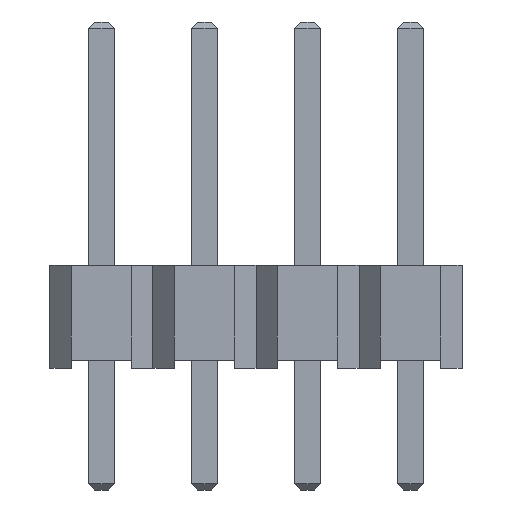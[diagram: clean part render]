
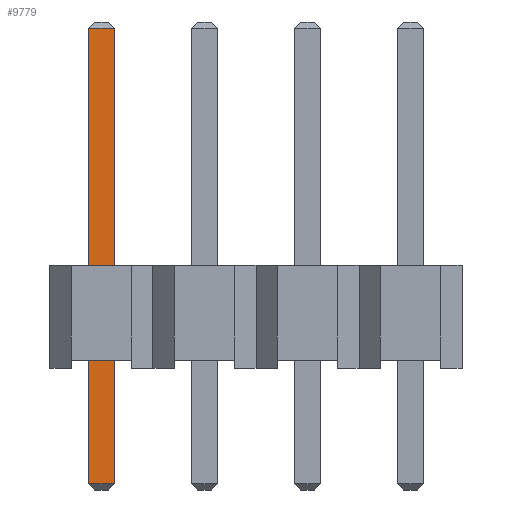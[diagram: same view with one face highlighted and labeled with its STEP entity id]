
A CAD part, front view. The second image highlights one B-rep face of the part: STEP entity #9779.
In plain terms, the highlighted planar face has unit normal (0, -1, 0).
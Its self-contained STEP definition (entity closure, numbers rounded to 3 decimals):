
#9367 = PLANE('',#9368);
#9368 = AXIS2_PLACEMENT_3D('',#9369,#9370,#9371);
#9369 = CARTESIAN_POINT('',(-0.32,-0.32,-3.));
#9370 = DIRECTION('',(-1.,0.,0.));
#9371 = DIRECTION('',(0.,1.,0.));
#9423 = PLANE('',#9424);
#9424 = AXIS2_PLACEMENT_3D('',#9425,#9426,#9427);
#9425 = CARTESIAN_POINT('',(0.32,0.32,-3.));
#9426 = DIRECTION('',(1.,0.,0.));
#9427 = DIRECTION('',(0.,-1.,0.));
#9464 = EDGE_CURVE('',#9465,#9467,#9469,.T.);
#9465 = VERTEX_POINT('',#9466);
#9466 = CARTESIAN_POINT('',(-0.32,-0.32,-2.85));
#9467 = VERTEX_POINT('',#9468);
#9468 = CARTESIAN_POINT('',(-0.32,-0.32,8.39));
#9469 = SURFACE_CURVE('',#9470,(#9474,#9481),.PCURVE_S1.);
#9470 = LINE('',#9471,#9472);
#9471 = CARTESIAN_POINT('',(-0.32,-0.32,-3.));
#9472 = VECTOR('',#9473,1.);
#9473 = DIRECTION('',(0.,0.,1.));
#9474 = PCURVE('',#9367,#9475);
#9475 = DEFINITIONAL_REPRESENTATION('',(#9476),#9480);
#9476 = LINE('',#9477,#9478);
#9477 = CARTESIAN_POINT('',(0.,0.));
#9478 = VECTOR('',#9479,1.);
#9479 = DIRECTION('',(0.,-1.));
#9480 = ( GEOMETRIC_REPRESENTATION_CONTEXT(2) 
PARAMETRIC_REPRESENTATION_CONTEXT() REPRESENTATION_CONTEXT('2D SPACE',''
  ) );
#9481 = PCURVE('',#9482,#9487);
#9482 = PLANE('',#9483);
#9483 = AXIS2_PLACEMENT_3D('',#9484,#9485,#9486);
#9484 = CARTESIAN_POINT('',(0.32,-0.32,-3.));
#9485 = DIRECTION('',(0.,-1.,0.));
#9486 = DIRECTION('',(-1.,0.,0.));
#9487 = DEFINITIONAL_REPRESENTATION('',(#9488),#9492);
#9488 = LINE('',#9489,#9490);
#9489 = CARTESIAN_POINT('',(0.64,0.));
#9490 = VECTOR('',#9491,1.);
#9491 = DIRECTION('',(0.,-1.));
#9492 = ( GEOMETRIC_REPRESENTATION_CONTEXT(2) 
PARAMETRIC_REPRESENTATION_CONTEXT() REPRESENTATION_CONTEXT('2D SPACE',''
  ) );
#9714 = VERTEX_POINT('',#9715);
#9715 = CARTESIAN_POINT('',(0.32,-0.32,8.39));
#9736 = EDGE_CURVE('',#9737,#9714,#9739,.T.);
#9737 = VERTEX_POINT('',#9738);
#9738 = CARTESIAN_POINT('',(0.32,-0.32,-2.85));
#9739 = SURFACE_CURVE('',#9740,(#9744,#9751),.PCURVE_S1.);
#9740 = LINE('',#9741,#9742);
#9741 = CARTESIAN_POINT('',(0.32,-0.32,-3.));
#9742 = VECTOR('',#9743,1.);
#9743 = DIRECTION('',(0.,0.,1.));
#9744 = PCURVE('',#9423,#9745);
#9745 = DEFINITIONAL_REPRESENTATION('',(#9746),#9750);
#9746 = LINE('',#9747,#9748);
#9747 = CARTESIAN_POINT('',(0.64,0.));
#9748 = VECTOR('',#9749,1.);
#9749 = DIRECTION('',(0.,-1.));
#9750 = ( GEOMETRIC_REPRESENTATION_CONTEXT(2) 
PARAMETRIC_REPRESENTATION_CONTEXT() REPRESENTATION_CONTEXT('2D SPACE',''
  ) );
#9751 = PCURVE('',#9482,#9752);
#9752 = DEFINITIONAL_REPRESENTATION('',(#9753),#9757);
#9753 = LINE('',#9754,#9755);
#9754 = CARTESIAN_POINT('',(0.,0.));
#9755 = VECTOR('',#9756,1.);
#9756 = DIRECTION('',(0.,-1.));
#9757 = ( GEOMETRIC_REPRESENTATION_CONTEXT(2) 
PARAMETRIC_REPRESENTATION_CONTEXT() REPRESENTATION_CONTEXT('2D SPACE',''
  ) );
#9779 = ADVANCED_FACE('',(#9780),#9482,.T.);
#9780 = FACE_BOUND('',#9781,.T.);
#9781 = EDGE_LOOP('',(#9782,#9783,#9809,#9810));
#9782 = ORIENTED_EDGE('',*,*,#9736,.T.);
#9783 = ORIENTED_EDGE('',*,*,#9784,.T.);
#9784 = EDGE_CURVE('',#9714,#9467,#9785,.T.);
#9785 = SURFACE_CURVE('',#9786,(#9790,#9797),.PCURVE_S1.);
#9786 = LINE('',#9787,#9788);
#9787 = CARTESIAN_POINT('',(0.32,-0.32,8.39));
#9788 = VECTOR('',#9789,1.);
#9789 = DIRECTION('',(-1.,0.,0.));
#9790 = PCURVE('',#9482,#9791);
#9791 = DEFINITIONAL_REPRESENTATION('',(#9792),#9796);
#9792 = LINE('',#9793,#9794);
#9793 = CARTESIAN_POINT('',(0.,-11.39));
#9794 = VECTOR('',#9795,1.);
#9795 = DIRECTION('',(1.,0.));
#9796 = ( GEOMETRIC_REPRESENTATION_CONTEXT(2) 
PARAMETRIC_REPRESENTATION_CONTEXT() REPRESENTATION_CONTEXT('2D SPACE',''
  ) );
#9797 = PCURVE('',#9798,#9803);
#9798 = PLANE('',#9799);
#9799 = AXIS2_PLACEMENT_3D('',#9800,#9801,#9802);
#9800 = CARTESIAN_POINT('',(0.32,-0.245,8.465));
#9801 = DIRECTION('',(0.,-0.707,0.707
    ));
#9802 = DIRECTION('',(1.,0.,0.));
#9803 = DEFINITIONAL_REPRESENTATION('',(#9804),#9808);
#9804 = LINE('',#9805,#9806);
#9805 = CARTESIAN_POINT('',(0.,-0.106));
#9806 = VECTOR('',#9807,1.);
#9807 = DIRECTION('',(-1.,0.));
#9808 = ( GEOMETRIC_REPRESENTATION_CONTEXT(2) 
PARAMETRIC_REPRESENTATION_CONTEXT() REPRESENTATION_CONTEXT('2D SPACE',''
  ) );
#9809 = ORIENTED_EDGE('',*,*,#9464,.F.);
#9810 = ORIENTED_EDGE('',*,*,#9811,.F.);
#9811 = EDGE_CURVE('',#9737,#9465,#9812,.T.);
#9812 = SURFACE_CURVE('',#9813,(#9817,#9824),.PCURVE_S1.);
#9813 = LINE('',#9814,#9815);
#9814 = CARTESIAN_POINT('',(0.32,-0.32,-2.85));
#9815 = VECTOR('',#9816,1.);
#9816 = DIRECTION('',(-1.,0.,0.));
#9817 = PCURVE('',#9482,#9818);
#9818 = DEFINITIONAL_REPRESENTATION('',(#9819),#9823);
#9819 = LINE('',#9820,#9821);
#9820 = CARTESIAN_POINT('',(0.,-0.15));
#9821 = VECTOR('',#9822,1.);
#9822 = DIRECTION('',(1.,0.));
#9823 = ( GEOMETRIC_REPRESENTATION_CONTEXT(2) 
PARAMETRIC_REPRESENTATION_CONTEXT() REPRESENTATION_CONTEXT('2D SPACE',''
  ) );
#9824 = PCURVE('',#9825,#9830);
#9825 = PLANE('',#9826);
#9826 = AXIS2_PLACEMENT_3D('',#9827,#9828,#9829);
#9827 = CARTESIAN_POINT('',(0.32,-0.245,-2.925));
#9828 = DIRECTION('',(0.,0.707,0.707));
#9829 = DIRECTION('',(1.,0.,0.));
#9830 = DEFINITIONAL_REPRESENTATION('',(#9831),#9835);
#9831 = LINE('',#9832,#9833);
#9832 = CARTESIAN_POINT('',(0.,-0.106));
#9833 = VECTOR('',#9834,1.);
#9834 = DIRECTION('',(-1.,0.));
#9835 = ( GEOMETRIC_REPRESENTATION_CONTEXT(2) 
PARAMETRIC_REPRESENTATION_CONTEXT() REPRESENTATION_CONTEXT('2D SPACE',''
  ) );
